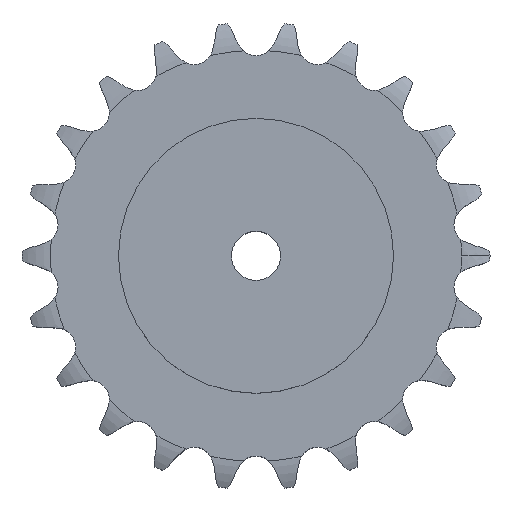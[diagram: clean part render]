
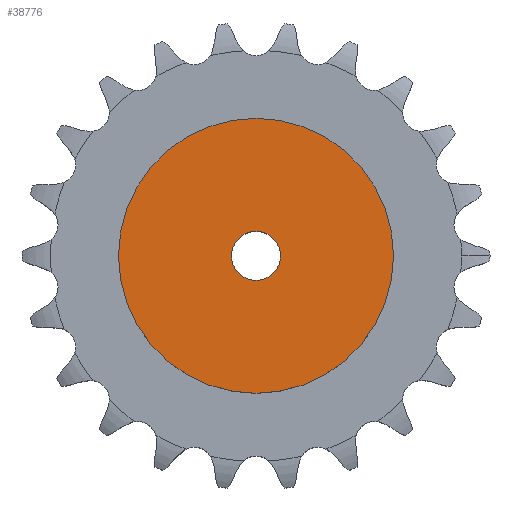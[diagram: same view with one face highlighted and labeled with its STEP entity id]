
A CAD part, top view. The second image highlights one B-rep face of the part: STEP entity #38776.
In plain terms, the highlighted planar face has unit normal (0, 0, 1).
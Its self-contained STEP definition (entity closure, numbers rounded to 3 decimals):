
#20824 = CYLINDRICAL_SURFACE('',#20825,12.5);
#20825 = AXIS2_PLACEMENT_3D('',#20826,#20827,#20828);
#20826 = CARTESIAN_POINT('',(0.,0.,373.199));
#20827 = DIRECTION('',(0.,0.,1.));
#20828 = DIRECTION('',(1.,0.,0.));
#26540 = EDGE_CURVE('',#26541,#26541,#26543,.T.);
#26541 = VERTEX_POINT('',#26542);
#26542 = CARTESIAN_POINT('',(12.5,0.,80.));
#26543 = SURFACE_CURVE('',#26544,(#26549,#26556),.PCURVE_S1.);
#26544 = CIRCLE('',#26545,12.5);
#26545 = AXIS2_PLACEMENT_3D('',#26546,#26547,#26548);
#26546 = CARTESIAN_POINT('',(0.,0.,80.));
#26547 = DIRECTION('',(0.,0.,1.));
#26548 = DIRECTION('',(1.,0.,0.));
#26549 = PCURVE('',#20824,#26550);
#26550 = DEFINITIONAL_REPRESENTATION('',(#26551),#26555);
#26551 = LINE('',#26552,#26553);
#26552 = CARTESIAN_POINT('',(0.,-293.199));
#26553 = VECTOR('',#26554,1.);
#26554 = DIRECTION('',(1.,0.));
#26555 = ( GEOMETRIC_REPRESENTATION_CONTEXT(2) 
PARAMETRIC_REPRESENTATION_CONTEXT() REPRESENTATION_CONTEXT('2D SPACE',''
  ) );
#26556 = PCURVE('',#26557,#26562);
#26557 = PLANE('',#26558);
#26558 = AXIS2_PLACEMENT_3D('',#26559,#26560,#26561);
#26559 = CARTESIAN_POINT('',(0.,0.,80.)
  );
#26560 = DIRECTION('',(0.,0.,1.));
#26561 = DIRECTION('',(1.,0.,0.));
#26562 = DEFINITIONAL_REPRESENTATION('',(#26563),#26567);
#26563 = CIRCLE('',#26564,12.5);
#26564 = AXIS2_PLACEMENT_2D('',#26565,#26566);
#26565 = CARTESIAN_POINT('',(0.,0.));
#26566 = DIRECTION('',(1.,0.));
#26567 = ( GEOMETRIC_REPRESENTATION_CONTEXT(2) 
PARAMETRIC_REPRESENTATION_CONTEXT() REPRESENTATION_CONTEXT('2D SPACE',''
  ) );
#38776 = ADVANCED_FACE('',(#38777,#38808),#26557,.T.);
#38777 = FACE_BOUND('',#38778,.T.);
#38778 = EDGE_LOOP('',(#38779));
#38779 = ORIENTED_EDGE('',*,*,#38780,.T.);
#38780 = EDGE_CURVE('',#38781,#38781,#38783,.T.);
#38781 = VERTEX_POINT('',#38782);
#38782 = CARTESIAN_POINT('',(70.,0.,80.));
#38783 = SURFACE_CURVE('',#38784,(#38789,#38796),.PCURVE_S1.);
#38784 = CIRCLE('',#38785,70.);
#38785 = AXIS2_PLACEMENT_3D('',#38786,#38787,#38788);
#38786 = CARTESIAN_POINT('',(0.,0.,80.));
#38787 = DIRECTION('',(0.,0.,1.));
#38788 = DIRECTION('',(1.,0.,0.));
#38789 = PCURVE('',#26557,#38790);
#38790 = DEFINITIONAL_REPRESENTATION('',(#38791),#38795);
#38791 = CIRCLE('',#38792,70.);
#38792 = AXIS2_PLACEMENT_2D('',#38793,#38794);
#38793 = CARTESIAN_POINT('',(0.,0.));
#38794 = DIRECTION('',(1.,0.));
#38795 = ( GEOMETRIC_REPRESENTATION_CONTEXT(2) 
PARAMETRIC_REPRESENTATION_CONTEXT() REPRESENTATION_CONTEXT('2D SPACE',''
  ) );
#38796 = PCURVE('',#38797,#38802);
#38797 = CYLINDRICAL_SURFACE('',#38798,70.);
#38798 = AXIS2_PLACEMENT_3D('',#38799,#38800,#38801);
#38799 = CARTESIAN_POINT('',(0.,0.,0.));
#38800 = DIRECTION('',(-0.,-0.,-1.));
#38801 = DIRECTION('',(1.,0.,0.));
#38802 = DEFINITIONAL_REPRESENTATION('',(#38803),#38807);
#38803 = LINE('',#38804,#38805);
#38804 = CARTESIAN_POINT('',(-0.,-80.));
#38805 = VECTOR('',#38806,1.);
#38806 = DIRECTION('',(-1.,0.));
#38807 = ( GEOMETRIC_REPRESENTATION_CONTEXT(2) 
PARAMETRIC_REPRESENTATION_CONTEXT() REPRESENTATION_CONTEXT('2D SPACE',''
  ) );
#38808 = FACE_BOUND('',#38809,.T.);
#38809 = EDGE_LOOP('',(#38810));
#38810 = ORIENTED_EDGE('',*,*,#26540,.F.);
